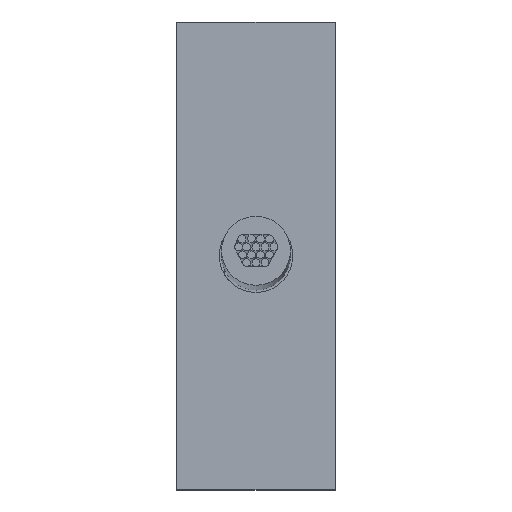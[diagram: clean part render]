
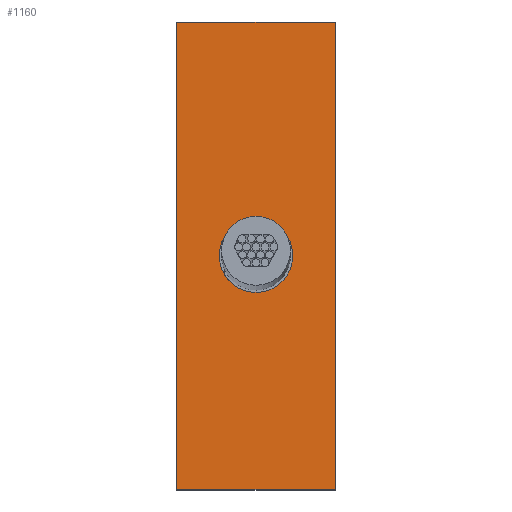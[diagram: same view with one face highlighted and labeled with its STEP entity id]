
A CAD part, top view. The second image highlights one B-rep face of the part: STEP entity #1160.
In plain terms, the highlighted planar face has unit normal (0, 0, 1).
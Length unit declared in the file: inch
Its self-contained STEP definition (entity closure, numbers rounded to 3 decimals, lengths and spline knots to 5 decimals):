
#33=DIRECTION('',(0.,-1.,0.));
#34=VECTOR('',#33,0.59);
#35=CARTESIAN_POINT('',(-0.1,0.295,0.295));
#36=LINE('',#35,#34);
#91=DIRECTION('',(0.,-1.,0.));
#92=VECTOR('',#91,0.59);
#93=CARTESIAN_POINT('',(0.1,0.295,0.295));
#94=LINE('',#93,#92);
#195=DIRECTION('',(1.,0.,0.));
#196=VECTOR('',#195,0.2);
#197=CARTESIAN_POINT('',(-0.1,0.295,0.295));
#198=LINE('',#197,#196);
#199=CARTESIAN_POINT('',(0.,0.,0.295));
#200=DIRECTION('',(0.,0.,1.));
#201=DIRECTION('',(1.,0.,0.));
#202=AXIS2_PLACEMENT_3D('',#199,#200,#201);
#204=CARTESIAN_POINT('',(0.,0.,0.295));
#205=DIRECTION('',(0.,0.,1.));
#206=DIRECTION('',(-1.,0.,0.));
#207=AXIS2_PLACEMENT_3D('',#204,#205,#206);
#217=DIRECTION('',(1.,0.,0.));
#218=VECTOR('',#217,0.2);
#219=CARTESIAN_POINT('',(-0.1,-0.295,0.295));
#220=LINE('',#219,#218);
#715=CARTESIAN_POINT('',(-0.1,-0.295,0.295));
#717=VERTEX_POINT('',#715);
#721=CARTESIAN_POINT('',(-0.1,0.295,0.295));
#722=VERTEX_POINT('',#721);
#735=CARTESIAN_POINT('',(0.1,0.295,0.295));
#736=CARTESIAN_POINT('',(0.1,-0.295,0.295));
#737=VERTEX_POINT('',#735);
#738=VERTEX_POINT('',#736);
#771=CARTESIAN_POINT('',(0.0465,0.,0.295));
#772=CARTESIAN_POINT('',(-0.0465,0.,0.295));
#773=VERTEX_POINT('',#771);
#774=VERTEX_POINT('',#772);
#1143=CARTESIAN_POINT('',(-0.1,0.295,0.295));
#1144=DIRECTION('',(0.,0.,1.));
#1145=DIRECTION('',(0.,-1.,0.));
#1146=AXIS2_PLACEMENT_3D('',#1143,#1144,#1145);
#1147=PLANE('',#1146);
#1148=ORIENTED_EDGE('',*,*,#926,.F.);
#1149=ORIENTED_EDGE('',*,*,#1071,.T.);
#1150=ORIENTED_EDGE('',*,*,#988,.T.);
#1152=ORIENTED_EDGE('',*,*,#1151,.F.);
#1153=EDGE_LOOP('',(#1148,#1149,#1150,#1152));
#1154=FACE_OUTER_BOUND('',#1153,.F.);
#1156=ORIENTED_EDGE('',*,*,#1155,.T.);
#1157=ORIENTED_EDGE('',*,*,#1130,.T.);
#1158=EDGE_LOOP('',(#1156,#1157));
#1159=FACE_BOUND('',#1158,.F.);
#1160=ADVANCED_FACE('',(#1154,#1159),#1147,.T.);
#203=CIRCLE('',#202,0.0465);
#208=CIRCLE('',#207,0.0465);
#926=EDGE_CURVE('',#722,#717,#36,.T.);
#988=EDGE_CURVE('',#737,#738,#94,.T.);
#1071=EDGE_CURVE('',#722,#737,#198,.T.);
#1130=EDGE_CURVE('',#774,#773,#208,.T.);
#1151=EDGE_CURVE('',#717,#738,#220,.T.);
#1155=EDGE_CURVE('',#773,#774,#203,.T.);
